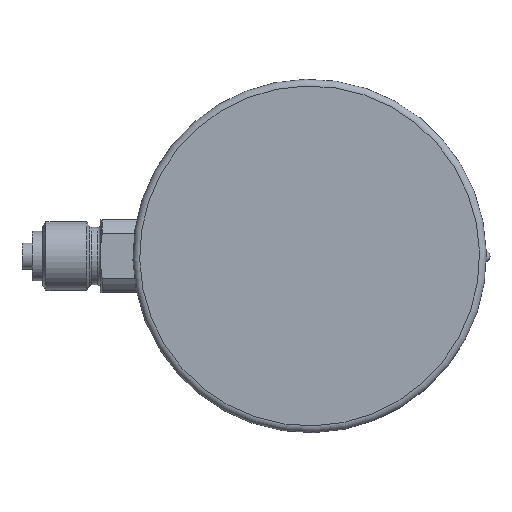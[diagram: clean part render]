
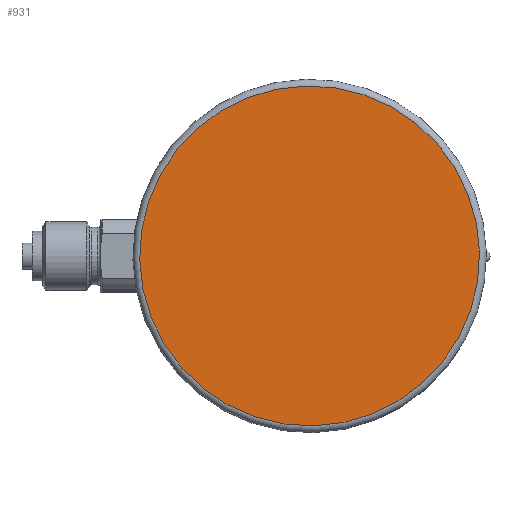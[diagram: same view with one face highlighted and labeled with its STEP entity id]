
A CAD part, top view. The second image highlights one B-rep face of the part: STEP entity #931.
In plain terms, the highlighted planar face has unit normal (0, 0, 1).
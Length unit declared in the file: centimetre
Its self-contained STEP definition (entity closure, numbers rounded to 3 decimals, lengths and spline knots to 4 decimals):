
#170=FACE_OUTER_BOUND('',#236,.T.);
#236=EDGE_LOOP('',(#602));
#326=CIRCLE('',#1000,3.25);
#398=VERTEX_POINT('',#1451);
#480=EDGE_CURVE('',#398,#398,#326,.T.);
#602=ORIENTED_EDGE('',*,*,#480,.F.);
#846=PLANE('',#999);
#931=ADVANCED_FACE('',(#170),#846,.F.);
#999=AXIS2_PLACEMENT_3D('',#1450,#1139,#1140);
#1000=AXIS2_PLACEMENT_3D('',#1452,#1141,#1142);
#1139=DIRECTION('center_axis',(0.,0.,
-1.));
#1140=DIRECTION('ref_axis',(-1.,0.,0.));
#1141=DIRECTION('center_axis',(0.,0.,
-1.));
#1142=DIRECTION('ref_axis',(0.947,-0.32,0.));
#1450=CARTESIAN_POINT('Origin',(3.8366,-0.03,2.05));
#1451=CARTESIAN_POINT('',(6.9155,-1.0707,2.05));
#1452=CARTESIAN_POINT('Origin',(3.8366,-0.03,2.05));
